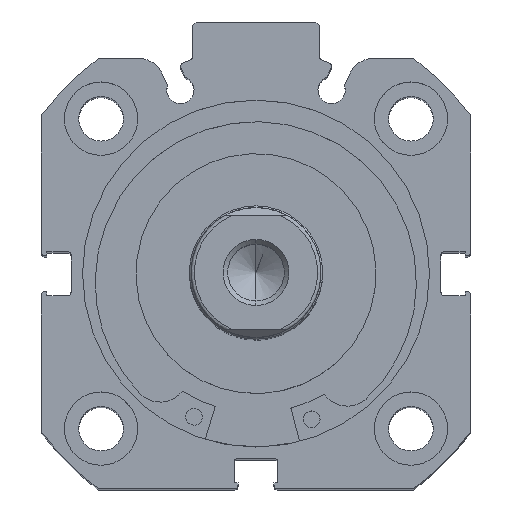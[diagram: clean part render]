
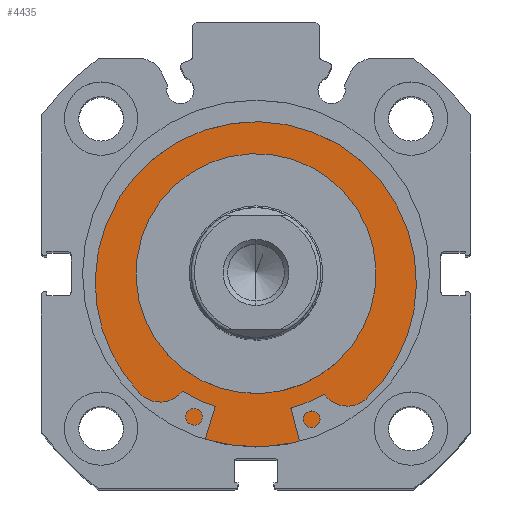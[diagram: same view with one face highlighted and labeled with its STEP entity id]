
A CAD part, top view. The second image highlights one B-rep face of the part: STEP entity #4435.
In plain terms, the highlighted face is planar.
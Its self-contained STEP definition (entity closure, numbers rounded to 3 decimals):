
#811 = ORIENTED_EDGE ( 'NONE', *, *, #5022, .T. ) ;
#812 = ORIENTED_EDGE ( 'NONE', *, *, #4943, .T. ) ;
#813 = ORIENTED_EDGE ( 'NONE', *, *, #5018, .F. ) ;
#814 = ORIENTED_EDGE ( 'NONE', *, *, #5033, .F. ) ;
#1560 = CARTESIAN_POINT ( 'NONE',  ( 3.5, 0., -18. ) ) ;
#1576 = CARTESIAN_POINT ( 'NONE',  ( 3.5, 0., 18. ) ) ;
#1590 = CARTESIAN_POINT ( 'NONE',  ( 3.5, 0., 26. ) ) ;
#1617 = CARTESIAN_POINT ( 'NONE',  ( 3.5, 0., -26. ) ) ;
#1932 = FACE_BOUND ( 'NONE', #5709, .T. ) ;
#1936 = FACE_OUTER_BOUND ( 'NONE', #5772, .T. ) ;
#2764 = CIRCLE ( 'NONE', #5487, 26. ) ;
#2852 = VERTEX_POINT ( 'NONE', #1617 ) ;
#2870 = VERTEX_POINT ( 'NONE', #1590 ) ;
#2880 = VERTEX_POINT ( 'NONE', #1576 ) ;
#2894 = VERTEX_POINT ( 'NONE', #1560 ) ;
#3365 = CARTESIAN_POINT ( 'NONE',  ( 3.5, 26., 0. ) ) ;
#3366 = PLANE ( 'NONE',  #5225 ) ;
#3367 = DIRECTION ( 'NONE',  ( 1., 0., 0. ) ) ;
#3368 = DIRECTION ( 'NONE',  ( 0., 0., -1. ) ) ;
#4435 = ADVANCED_FACE ( 'NONE', ( #1932, #1936 ), #3366, .F. ) ;
#4943 = EDGE_CURVE ( 'NONE', #2870, #2852, #2764, .T. ) ;
#5018 = EDGE_CURVE ( 'NONE', #2894, #2880, #7186, .T. ) ;
#5022 = EDGE_CURVE ( 'NONE', #2852, #2870, #7192, .T. ) ;
#5033 = EDGE_CURVE ( 'NONE', #2880, #2894, #7207, .T. ) ;
#5225 = AXIS2_PLACEMENT_3D ( 'NONE', #3365, #3367, #3368 ) ;
#5487 = AXIS2_PLACEMENT_3D ( 'NONE', #6726, #6727, #6728 ) ;
#5530 = AXIS2_PLACEMENT_3D ( 'NONE', #6913, #6919, #6920 ) ;
#5531 = AXIS2_PLACEMENT_3D ( 'NONE', #6930, #6932, #6933 ) ;
#5541 = AXIS2_PLACEMENT_3D ( 'NONE', #6951, #6961, #6962 ) ;
#5709 = EDGE_LOOP ( 'NONE', ( #814, #813 ) ) ;
#5772 = EDGE_LOOP ( 'NONE', ( #812, #811 ) ) ;
#6726 = CARTESIAN_POINT ( 'NONE',  ( 3.5, 0., 0. ) ) ;
#6727 = DIRECTION ( 'NONE',  ( -1., 0., 0. ) ) ;
#6728 = DIRECTION ( 'NONE',  ( 0., 0., 1. ) ) ;
#6913 = CARTESIAN_POINT ( 'NONE',  ( 3.5, 0., 0. ) ) ;
#6919 = DIRECTION ( 'NONE',  ( -1., 0., 0. ) ) ;
#6920 = DIRECTION ( 'NONE',  ( 0., 0., 1. ) ) ;
#6930 = CARTESIAN_POINT ( 'NONE',  ( 3.5, 0., 0. ) ) ;
#6932 = DIRECTION ( 'NONE',  ( -1., 0., 0. ) ) ;
#6933 = DIRECTION ( 'NONE',  ( 0., 0., 1. ) ) ;
#6951 = CARTESIAN_POINT ( 'NONE',  ( 3.5, 0., 0. ) ) ;
#6961 = DIRECTION ( 'NONE',  ( -1., 0., 0. ) ) ;
#6962 = DIRECTION ( 'NONE',  ( 0., 0., 1. ) ) ;
#7186 = CIRCLE ( 'NONE', #5530, 18. ) ;
#7192 = CIRCLE ( 'NONE', #5531, 26. ) ;
#7207 = CIRCLE ( 'NONE', #5541, 18. ) ;
